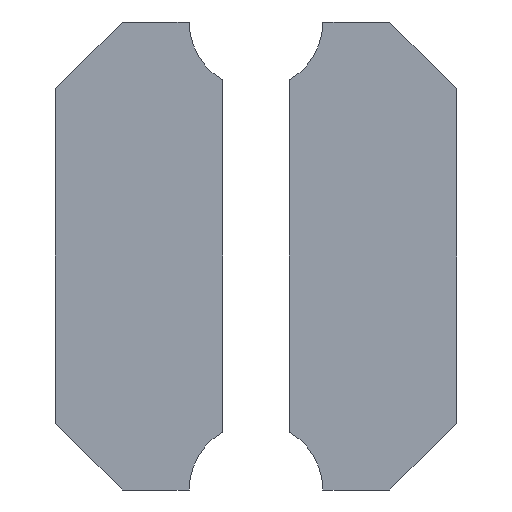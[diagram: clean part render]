
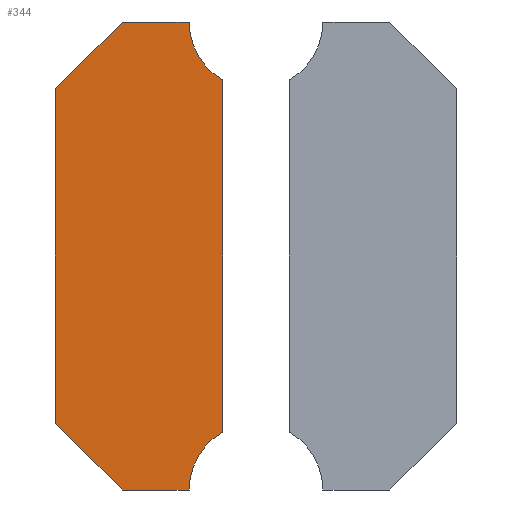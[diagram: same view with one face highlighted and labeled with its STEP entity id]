
A CAD part, front view. The second image highlights one B-rep face of the part: STEP entity #344.
In plain terms, the highlighted planar face has unit normal (0, -1, 0).
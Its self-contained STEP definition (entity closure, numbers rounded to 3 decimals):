
#23=CIRCLE('',#381,50.);
#24=CIRCLE('',#383,50.);
#32=FACE_OUTER_BOUND('',#52,.T.);
#52=EDGE_LOOP('',(#245,#246,#247,#248,#249,#250,#251,#252));
#72=LINE('',#511,#112);
#79=LINE('',#534,#119);
#80=LINE('',#536,#120);
#81=LINE('',#538,#121);
#82=LINE('',#540,#122);
#83=LINE('',#541,#123);
#112=VECTOR('',#411,10.);
#119=VECTOR('',#432,10.);
#120=VECTOR('',#433,10.);
#121=VECTOR('',#434,10.);
#122=VECTOR('',#435,10.);
#123=VECTOR('',#436,10.);
#150=VERTEX_POINT('',#505);
#152=VERTEX_POINT('',#509);
#159=VERTEX_POINT('',#527);
#160=VERTEX_POINT('',#531);
#161=VERTEX_POINT('',#533);
#162=VERTEX_POINT('',#535);
#163=VERTEX_POINT('',#537);
#164=VERTEX_POINT('',#539);
#184=EDGE_CURVE('',#150,#152,#72,.T.);
#192=EDGE_CURVE('',#159,#150,#23,.T.);
#194=EDGE_CURVE('',#152,#160,#24,.T.);
#195=EDGE_CURVE('',#161,#160,#79,.T.);
#196=EDGE_CURVE('',#162,#161,#80,.T.);
#197=EDGE_CURVE('',#163,#162,#81,.T.);
#198=EDGE_CURVE('',#164,#163,#82,.T.);
#199=EDGE_CURVE('',#159,#164,#83,.T.);
#245=ORIENTED_EDGE('',*,*,#184,.T.);
#246=ORIENTED_EDGE('',*,*,#194,.T.);
#247=ORIENTED_EDGE('',*,*,#195,.F.);
#248=ORIENTED_EDGE('',*,*,#196,.F.);
#249=ORIENTED_EDGE('',*,*,#197,.F.);
#250=ORIENTED_EDGE('',*,*,#198,.F.);
#251=ORIENTED_EDGE('',*,*,#199,.F.);
#252=ORIENTED_EDGE('',*,*,#192,.T.);
#327=PLANE('',#382);
#344=ADVANCED_FACE('',(#32),#327,.F.);
#381=AXIS2_PLACEMENT_3D('',#528,#425,#426);
#382=AXIS2_PLACEMENT_3D('',#530,#428,#429);
#383=AXIS2_PLACEMENT_3D('',#532,#430,#431);
#411=DIRECTION('',(0.,0.,1.));
#425=DIRECTION('center_axis',(0.,1.,0.));
#426=DIRECTION('ref_axis',(0.,0.,1.));
#428=DIRECTION('center_axis',(0.,1.,0.));
#429=DIRECTION('ref_axis',(1.,0.,0.));
#430=DIRECTION('center_axis',(0.,1.,0.));
#431=DIRECTION('ref_axis',(0.,0.,-1.));
#432=DIRECTION('',(1.,0.,0.));
#433=DIRECTION('',(0.707,0.,0.707));
#434=DIRECTION('',(0.,0.,1.));
#435=DIRECTION('',(-0.707,0.,0.707));
#436=DIRECTION('',(-1.,0.,0.));
#505=CARTESIAN_POINT('',(-25.,0.,43.301));
#509=CARTESIAN_POINT('',(-25.,0.,306.699));
#511=CARTESIAN_POINT('',(-25.,0.,87.5));
#527=CARTESIAN_POINT('',(-50.,0.,0.));
#528=CARTESIAN_POINT('Origin',(0.,0.,0.));
#530=CARTESIAN_POINT('Origin',(0.,0.,175.));
#531=CARTESIAN_POINT('',(-50.,0.,350.));
#532=CARTESIAN_POINT('Origin',(0.,0.,350.));
#533=CARTESIAN_POINT('',(-100.,0.,350.));
#534=CARTESIAN_POINT('',(-100.,0.,350.));
#535=CARTESIAN_POINT('',(-150.,0.,300.));
#536=CARTESIAN_POINT('',(-150.,0.,300.));
#537=CARTESIAN_POINT('',(-150.,0.,50.));
#538=CARTESIAN_POINT('',(-150.,0.,50.));
#539=CARTESIAN_POINT('',(-100.,0.,0.));
#540=CARTESIAN_POINT('',(-100.,0.,0.));
#541=CARTESIAN_POINT('',(-50.,0.,0.));
